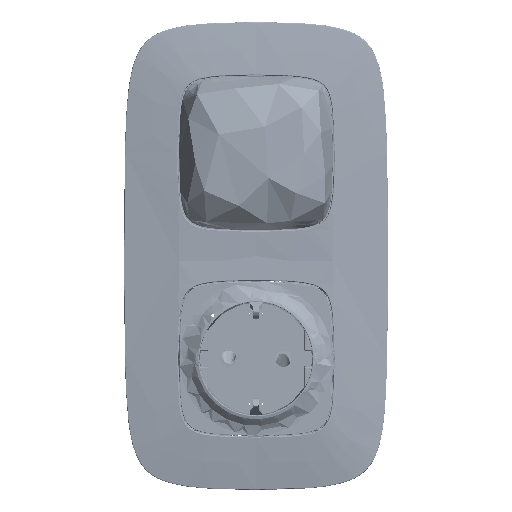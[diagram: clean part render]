
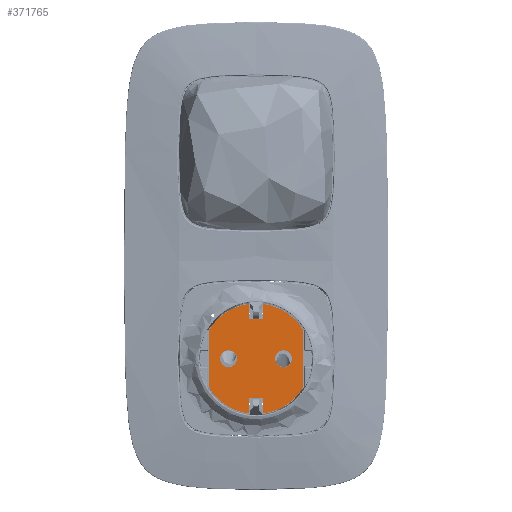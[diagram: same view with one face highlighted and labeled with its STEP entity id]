
A CAD part, top view. The second image highlights one B-rep face of the part: STEP entity #371765.
In plain terms, the highlighted planar face has unit normal (0, 0, 1).
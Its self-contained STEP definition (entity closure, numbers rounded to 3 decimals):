
#371289=AXIS2_PLACEMENT_3D('Circle Axis2P3D',#371287,#371288,$) ;
#371412=AXIS2_PLACEMENT_3D('Circle Axis2P3D',#371410,#371411,$) ;
#371476=AXIS2_PLACEMENT_3D('Circle Axis2P3D',#371474,#371475,$) ;
#371580=AXIS2_PLACEMENT_3D('Circle Axis2P3D',#371578,#371579,$) ;
#371598=AXIS2_PLACEMENT_3D('Circle Axis2P3D',#371596,#371597,$) ;
#371634=AXIS2_PLACEMENT_3D('Circle Axis2P3D',#371632,#371633,$) ;
#371657=AXIS2_PLACEMENT_3D('Circle Axis2P3D',#371655,#371656,$) ;
#371693=AXIS2_PLACEMENT_3D('Circle Axis2P3D',#371691,#371692,$) ;
#371741=AXIS2_PLACEMENT_3D('Plane Axis2P3D',#371738,#371739,#371740) ;
#371238=CARTESIAN_POINT('Vertex',(-16.4,9.79,-26.715)) ;
#371252=CARTESIAN_POINT('Vertex',(-16.4,-9.79,-26.715)) ;
#371255=CARTESIAN_POINT('Line Origine',(-16.4,0.,-26.715)) ;
#371284=CARTESIAN_POINT('Vertex',(-2.25,-18.967,-26.715)) ;
#371287=CARTESIAN_POINT('Axis2P3D Location',(0.,0.,-26.715)) ;
#371316=CARTESIAN_POINT('Vertex',(-2.25,-13.6,-26.715)) ;
#371319=CARTESIAN_POINT('Line Origine',(-2.25,-16.284,-26.715)) ;
#371348=CARTESIAN_POINT('Vertex',(2.25,-13.6,-26.715)) ;
#371351=CARTESIAN_POINT('Line Origine',(0.,-13.6,-26.715)) ;
#371380=CARTESIAN_POINT('Vertex',(2.25,-18.967,-26.715)) ;
#371383=CARTESIAN_POINT('Line Origine',(2.25,-16.284,-26.715)) ;
#371407=CARTESIAN_POINT('Vertex',(16.4,-9.79,-26.715)) ;
#371410=CARTESIAN_POINT('Axis2P3D Location',(0.,0.,-26.715)) ;
#371439=CARTESIAN_POINT('Vertex',(16.4,9.79,-26.715)) ;
#371442=CARTESIAN_POINT('Line Origine',(16.4,0.,-26.715)) ;
#371471=CARTESIAN_POINT('Vertex',(2.25,18.967,-26.715)) ;
#371474=CARTESIAN_POINT('Axis2P3D Location',(0.,0.,-26.715)) ;
#371498=CARTESIAN_POINT('Vertex',(2.25,13.6,-26.715)) ;
#371501=CARTESIAN_POINT('Line Origine',(2.25,16.284,-26.715)) ;
#371530=CARTESIAN_POINT('Vertex',(-2.25,13.6,-26.715)) ;
#371533=CARTESIAN_POINT('Line Origine',(0.,13.6,-26.715)) ;
#371557=CARTESIAN_POINT('Vertex',(-2.25,18.967,-26.715)) ;
#371560=CARTESIAN_POINT('Line Origine',(-2.25,16.284,-26.715)) ;
#371578=CARTESIAN_POINT('Axis2P3D Location',(0.,0.,-26.715)) ;
#371596=CARTESIAN_POINT('Axis2P3D Location',(-9.5,0.,-26.715)) ;
#371600=CARTESIAN_POINT('Vertex',(-12.4,0.,-26.715)) ;
#371602=CARTESIAN_POINT('Vertex',(-6.6,0.,-26.715)) ;
#371632=CARTESIAN_POINT('Axis2P3D Location',(-9.5,0.,-26.715)) ;
#371655=CARTESIAN_POINT('Axis2P3D Location',(9.5,0.,-26.715)) ;
#371659=CARTESIAN_POINT('Vertex',(6.6,0.,-26.715)) ;
#371661=CARTESIAN_POINT('Vertex',(12.4,0.,-26.715)) ;
#371691=CARTESIAN_POINT('Axis2P3D Location',(9.5,0.,-26.715)) ;
#371738=CARTESIAN_POINT('Axis2P3D Location',(0.,0.,-26.715)) ;
#371256=DIRECTION('Vector Direction',(0.,-1.,0.)) ;
#371288=DIRECTION('Axis2P3D Direction',(0.,0.,1.)) ;
#371320=DIRECTION('Vector Direction',(0.,1.,0.)) ;
#371352=DIRECTION('Vector Direction',(1.,0.,0.)) ;
#371384=DIRECTION('Vector Direction',(0.,-1.,0.)) ;
#371411=DIRECTION('Axis2P3D Direction',(0.,0.,1.)) ;
#371443=DIRECTION('Vector Direction',(0.,1.,0.)) ;
#371475=DIRECTION('Axis2P3D Direction',(0.,0.,1.)) ;
#371502=DIRECTION('Vector Direction',(0.,1.,0.)) ;
#371534=DIRECTION('Vector Direction',(1.,0.,0.)) ;
#371561=DIRECTION('Vector Direction',(0.,-1.,0.)) ;
#371579=DIRECTION('Axis2P3D Direction',(0.,0.,1.)) ;
#371597=DIRECTION('Axis2P3D Direction',(0.,0.,1.)) ;
#371633=DIRECTION('Axis2P3D Direction',(0.,0.,1.)) ;
#371656=DIRECTION('Axis2P3D Direction',(0.,0.,1.)) ;
#371692=DIRECTION('Axis2P3D Direction',(0.,0.,1.)) ;
#371739=DIRECTION('Axis2P3D Direction',(0.,0.,1.)) ;
#371740=DIRECTION('Axis2P3D XDirection',(1.,0.,0.)) ;
#371257=VECTOR('Line Direction',#371256,1.) ;
#371321=VECTOR('Line Direction',#371320,1.) ;
#371353=VECTOR('Line Direction',#371352,1.) ;
#371385=VECTOR('Line Direction',#371384,1.) ;
#371444=VECTOR('Line Direction',#371443,1.) ;
#371503=VECTOR('Line Direction',#371502,1.) ;
#371535=VECTOR('Line Direction',#371534,1.) ;
#371562=VECTOR('Line Direction',#371561,1.) ;
#371744=ORIENTED_EDGE('',*,*,#371259,.T.) ;
#371745=ORIENTED_EDGE('',*,*,#371291,.T.) ;
#371746=ORIENTED_EDGE('',*,*,#371323,.T.) ;
#371747=ORIENTED_EDGE('',*,*,#371355,.T.) ;
#371748=ORIENTED_EDGE('',*,*,#371387,.T.) ;
#371749=ORIENTED_EDGE('',*,*,#371414,.T.) ;
#371750=ORIENTED_EDGE('',*,*,#371446,.T.) ;
#371751=ORIENTED_EDGE('',*,*,#371478,.T.) ;
#371752=ORIENTED_EDGE('',*,*,#371505,.T.) ;
#371753=ORIENTED_EDGE('',*,*,#371537,.T.) ;
#371754=ORIENTED_EDGE('',*,*,#371564,.T.) ;
#371755=ORIENTED_EDGE('',*,*,#371582,.T.) ;
#371758=ORIENTED_EDGE('',*,*,#371604,.F.) ;
#371759=ORIENTED_EDGE('',*,*,#371636,.F.) ;
#371762=ORIENTED_EDGE('',*,*,#371663,.F.) ;
#371763=ORIENTED_EDGE('',*,*,#371695,.F.) ;
#371760=FACE_BOUND('',#371757,.T.) ;
#371764=FACE_BOUND('',#371761,.T.) ;
#371765=ADVANCED_FACE('T002102_A .1\\AG07046_A .1\\GD00559_A.1\\PartBody',(#371756,#371760,#371764),#371742,.T.) ;
#371290=CIRCLE('generated circle',#371289,19.1) ;
#371413=CIRCLE('generated circle',#371412,19.1) ;
#371477=CIRCLE('generated circle',#371476,19.1) ;
#371581=CIRCLE('generated circle',#371580,19.1) ;
#371599=CIRCLE('generated circle',#371598,2.9) ;
#371635=CIRCLE('generated circle',#371634,2.9) ;
#371658=CIRCLE('generated circle',#371657,2.9) ;
#371694=CIRCLE('generated circle',#371693,2.9) ;
#371259=EDGE_CURVE('',#371239,#371253,#371258,.T.) ;
#371291=EDGE_CURVE('',#371253,#371285,#371290,.T.) ;
#371323=EDGE_CURVE('',#371285,#371317,#371322,.T.) ;
#371355=EDGE_CURVE('',#371317,#371349,#371354,.T.) ;
#371387=EDGE_CURVE('',#371349,#371381,#371386,.T.) ;
#371414=EDGE_CURVE('',#371381,#371408,#371413,.T.) ;
#371446=EDGE_CURVE('',#371408,#371440,#371445,.T.) ;
#371478=EDGE_CURVE('',#371440,#371472,#371477,.T.) ;
#371505=EDGE_CURVE('',#371472,#371499,#371504,.F.) ;
#371537=EDGE_CURVE('',#371499,#371531,#371536,.F.) ;
#371564=EDGE_CURVE('',#371531,#371558,#371563,.F.) ;
#371582=EDGE_CURVE('',#371558,#371239,#371581,.T.) ;
#371604=EDGE_CURVE('',#371601,#371603,#371599,.T.) ;
#371636=EDGE_CURVE('',#371603,#371601,#371635,.T.) ;
#371663=EDGE_CURVE('',#371660,#371662,#371658,.T.) ;
#371695=EDGE_CURVE('',#371662,#371660,#371694,.T.) ;
#371743=EDGE_LOOP('',(#371744,#371745,#371746,#371747,#371748,#371749,#371750,#371751,#371752,#371753,#371754,#371755)) ;
#371757=EDGE_LOOP('',(#371758,#371759)) ;
#371761=EDGE_LOOP('',(#371762,#371763)) ;
#371756=FACE_OUTER_BOUND('',#371743,.T.) ;
#371258=LINE('Line',#371255,#371257) ;
#371322=LINE('Line',#371319,#371321) ;
#371354=LINE('Line',#371351,#371353) ;
#371386=LINE('Line',#371383,#371385) ;
#371445=LINE('Line',#371442,#371444) ;
#371504=LINE('Line',#371501,#371503) ;
#371536=LINE('Line',#371533,#371535) ;
#371563=LINE('Line',#371560,#371562) ;
#371742=PLANE('',#371741) ;
#371239=VERTEX_POINT('',#371238) ;
#371253=VERTEX_POINT('',#371252) ;
#371285=VERTEX_POINT('',#371284) ;
#371317=VERTEX_POINT('',#371316) ;
#371349=VERTEX_POINT('',#371348) ;
#371381=VERTEX_POINT('',#371380) ;
#371408=VERTEX_POINT('',#371407) ;
#371440=VERTEX_POINT('',#371439) ;
#371472=VERTEX_POINT('',#371471) ;
#371499=VERTEX_POINT('',#371498) ;
#371531=VERTEX_POINT('',#371530) ;
#371558=VERTEX_POINT('',#371557) ;
#371601=VERTEX_POINT('',#371600) ;
#371603=VERTEX_POINT('',#371602) ;
#371660=VERTEX_POINT('',#371659) ;
#371662=VERTEX_POINT('',#371661) ;
